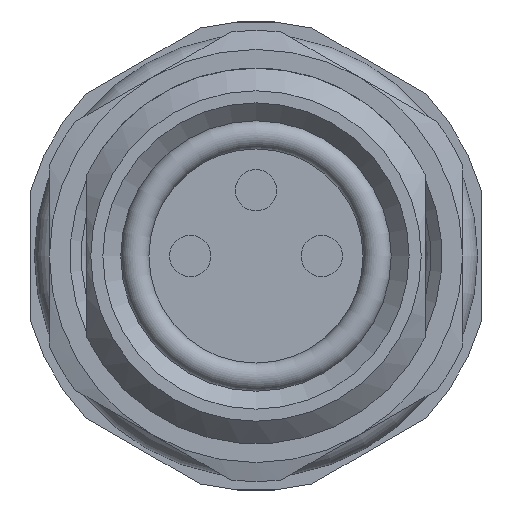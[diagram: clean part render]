
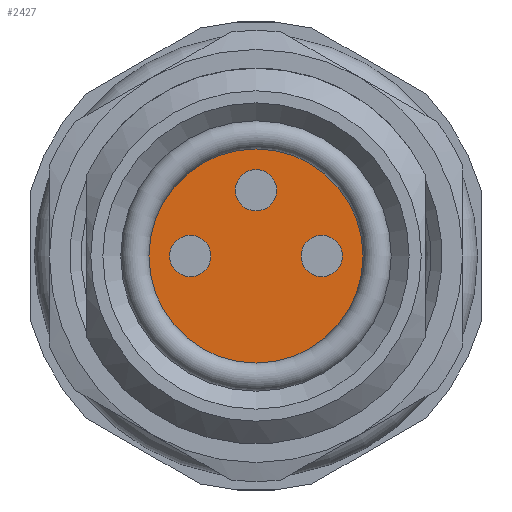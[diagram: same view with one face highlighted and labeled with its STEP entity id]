
A CAD part, left-side view. The second image highlights one B-rep face of the part: STEP entity #2427.
In plain terms, the highlighted planar face has unit normal (-1, 0, 0).
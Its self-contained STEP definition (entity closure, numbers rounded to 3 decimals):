
#635=PLANE('',#2954);
#883=EDGE_LOOP('',(#1079));
#884=EDGE_LOOP('',(#1080));
#885=EDGE_LOOP('',(#1081));
#886=EDGE_LOOP('',(#1082));
#1079=ORIENTED_EDGE('',*,*,#1901,.F.);
#1080=ORIENTED_EDGE('',*,*,#1900,.F.);
#1081=ORIENTED_EDGE('',*,*,#1899,.F.);
#1082=ORIENTED_EDGE('',*,*,#1902,.F.);
#1899=EDGE_CURVE('',#2660,#2660,#2312,.T.);
#1900=EDGE_CURVE('',#2661,#2661,#2313,.T.);
#1901=EDGE_CURVE('',#2662,#2662,#2314,.T.);
#1902=EDGE_CURVE('',#2663,#2663,#2315,.T.);
#2312=CIRCLE('',#2947,0.55);
#2313=CIRCLE('',#2949,0.55);
#2314=CIRCLE('',#2951,0.55);
#2315=CIRCLE('',#2953,2.85);
#2427=ADVANCED_FACE('',(#2597,#2598,#2599,#2600),#635,.F.);
#2597=FACE_BOUND('',#883,.T.);
#2598=FACE_BOUND('',#884,.T.);
#2599=FACE_BOUND('',#885,.T.);
#2600=FACE_BOUND('',#886,.T.);
#2660=VERTEX_POINT('',#3910);
#2661=VERTEX_POINT('',#3913);
#2662=VERTEX_POINT('',#3916);
#2663=VERTEX_POINT('',#3919);
#2947=AXIS2_PLACEMENT_3D('',#3909,#3203,#3204);
#2949=AXIS2_PLACEMENT_3D('',#3912,#3207,#3208);
#2951=AXIS2_PLACEMENT_3D('',#3915,#3211,#3212);
#2953=AXIS2_PLACEMENT_3D('',#3918,#3215,#3216);
#2954=AXIS2_PLACEMENT_3D('',#3920,#3217,#3218);
#3203=DIRECTION('',(-1.,0.,0.));
#3204=DIRECTION('',(0.,-1.,0.));
#3207=DIRECTION('',(-1.,0.,0.));
#3208=DIRECTION('',(0.,-1.,0.));
#3211=DIRECTION('',(-1.,0.,0.));
#3212=DIRECTION('',(0.,-1.,0.));
#3215=DIRECTION('',(1.,0.,0.));
#3216=DIRECTION('',(0.,0.,1.));
#3217=DIRECTION('',(1.,0.,0.));
#3218=DIRECTION('',(0.,0.,1.));
#3909=CARTESIAN_POINT('',(0.6,0.,1.75));
#3910=CARTESIAN_POINT('',(0.6,-0.55,1.75));
#3912=CARTESIAN_POINT('',(0.6,1.75,0.));
#3913=CARTESIAN_POINT('',(0.6,1.2,0.));
#3915=CARTESIAN_POINT('',(0.6,-1.75,0.));
#3916=CARTESIAN_POINT('',(0.6,-2.3,0.));
#3918=CARTESIAN_POINT('',(0.6,0.,0.));
#3919=CARTESIAN_POINT('',(0.6,0.,2.85));
#3920=CARTESIAN_POINT('',(0.6,0.,0.));
